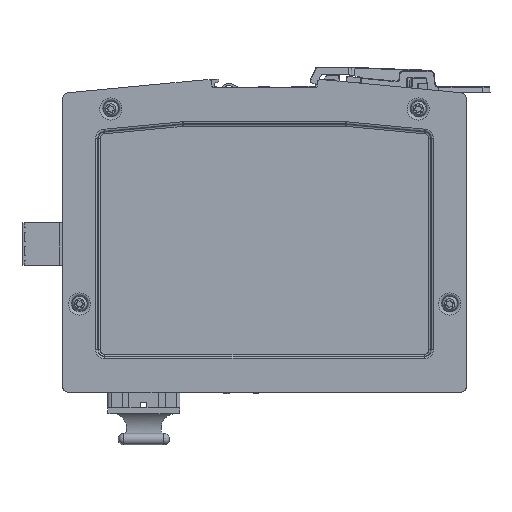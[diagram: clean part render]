
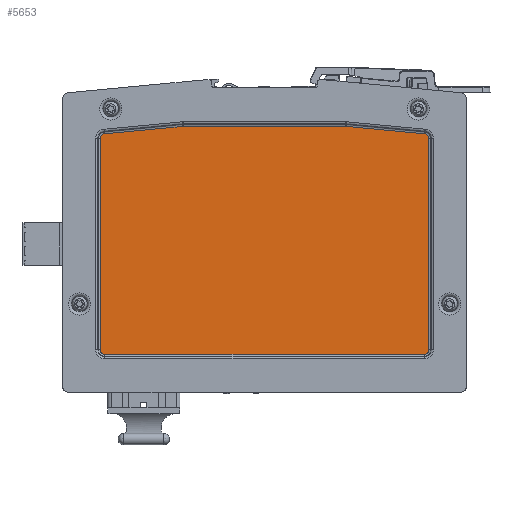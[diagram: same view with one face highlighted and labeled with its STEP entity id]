
A CAD part, top view. The second image highlights one B-rep face of the part: STEP entity #5653.
In plain terms, the highlighted planar face has unit normal (0, 0, 1).
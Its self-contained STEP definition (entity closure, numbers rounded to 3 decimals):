
#3516=CIRCLE('',#45255,1.586);
#3518=CIRCLE('',#45258,1.586);
#3523=CIRCLE('',#45266,1.586);
#3525=CIRCLE('',#45269,1.586);
#3530=CIRCLE('',#45277,1.586);
#3532=CIRCLE('',#45280,1.586);
#5653=ADVANCED_FACE('',(#8945),#7185,.T.);
#7185=PLANE('',#45289);
#8945=FACE_OUTER_BOUND('',#11436,.T.);
#11436=EDGE_LOOP('',(#21429,#21430,#21431,#21432,#21433,#21434,#21435,#21436,
#21437,#21438,#21439,#21440));
#21429=ORIENTED_EDGE('',*,*,#33570,.F.);
#21430=ORIENTED_EDGE('',*,*,#33574,.F.);
#21431=ORIENTED_EDGE('',*,*,#33579,.F.);
#21432=ORIENTED_EDGE('',*,*,#33584,.F.);
#21433=ORIENTED_EDGE('',*,*,#33589,.F.);
#21434=ORIENTED_EDGE('',*,*,#33594,.F.);
#21435=ORIENTED_EDGE('',*,*,#33596,.F.);
#21436=ORIENTED_EDGE('',*,*,#33592,.F.);
#21437=ORIENTED_EDGE('',*,*,#33587,.F.);
#21438=ORIENTED_EDGE('',*,*,#33582,.F.);
#21439=ORIENTED_EDGE('',*,*,#33577,.F.);
#21440=ORIENTED_EDGE('',*,*,#33572,.F.);
#27938=VERTEX_POINT('',#86277);
#27939=VERTEX_POINT('',#86279);
#27940=VERTEX_POINT('',#86283);
#27942=VERTEX_POINT('',#86288);
#27943=VERTEX_POINT('',#86293);
#27945=VERTEX_POINT('',#86298);
#27946=VERTEX_POINT('',#86303);
#27948=VERTEX_POINT('',#86308);
#27949=VERTEX_POINT('',#86313);
#27951=VERTEX_POINT('',#86318);
#27952=VERTEX_POINT('',#86323);
#27954=VERTEX_POINT('',#86328);
#33570=EDGE_CURVE('',#27939,#27938,#37958,.T.);
#33572=EDGE_CURVE('',#27938,#27940,#3516,.T.);
#33574=EDGE_CURVE('',#27942,#27939,#3518,.T.);
#33577=EDGE_CURVE('',#27940,#27943,#37959,.T.);
#33579=EDGE_CURVE('',#27945,#27942,#37960,.T.);
#33582=EDGE_CURVE('',#27943,#27946,#3523,.T.);
#33584=EDGE_CURVE('',#27948,#27945,#3525,.T.);
#33587=EDGE_CURVE('',#27946,#27949,#37962,.T.);
#33589=EDGE_CURVE('',#27951,#27948,#37963,.T.);
#33592=EDGE_CURVE('',#27949,#27952,#3530,.T.);
#33594=EDGE_CURVE('',#27954,#27951,#3532,.T.);
#33596=EDGE_CURVE('',#27952,#27954,#37965,.T.);
#37958=LINE('',#86280,#41869);
#37959=LINE('',#86294,#41870);
#37960=LINE('',#86299,#41871);
#37962=LINE('',#86314,#41873);
#37963=LINE('',#86319,#41874);
#37965=LINE('',#86332,#41876);
#41869=VECTOR('',#54481,1.);
#41870=VECTOR('',#54500,1.);
#41871=VECTOR('',#54505,1.);
#41873=VECTOR('',#54525,1.);
#41874=VECTOR('',#54530,1.);
#41876=VECTOR('',#54548,1.);
#45255=AXIS2_PLACEMENT_3D('',#86284,#54486,#54487);
#45258=AXIS2_PLACEMENT_3D('',#86289,#54492,#54493);
#45266=AXIS2_PLACEMENT_3D('',#86304,#54511,#54512);
#45269=AXIS2_PLACEMENT_3D('',#86309,#54517,#54518);
#45277=AXIS2_PLACEMENT_3D('',#86324,#54536,#54537);
#45280=AXIS2_PLACEMENT_3D('',#86329,#54542,#54543);
#45289=AXIS2_PLACEMENT_3D('',#86345,#54567,#54568);
#54481=DIRECTION('',(0.,-1.,0.));
#54486=DIRECTION('',(0.,0.,-1.));
#54487=DIRECTION('',(0.707,-0.707,0.));
#54492=DIRECTION('',(0.,0.,-1.));
#54493=DIRECTION('',(0.74,0.673,0.));
#54500=DIRECTION('',(-1.,0.,0.));
#54505=DIRECTION('',(0.996,-0.094,0.));
#54511=DIRECTION('',(0.,0.,-1.));
#54512=DIRECTION('',(-0.707,-0.707,0.));
#54517=DIRECTION('',(0.,0.,-1.));
#54518=DIRECTION('',(0.047,0.999,0.));
#54525=DIRECTION('',(0.,1.,0.));
#54530=DIRECTION('',(1.,0.,0.));
#54536=DIRECTION('',(0.,0.,-1.));
#54537=DIRECTION('',(-0.74,0.673,0.));
#54542=DIRECTION('',(0.,0.,-1.));
#54543=DIRECTION('',(-0.047,0.999,0.));
#54548=DIRECTION('',(0.996,0.094,0.));
#54567=DIRECTION('',(0.,0.,1.));
#54568=DIRECTION('',(1.,0.,0.));
#86277=CARTESIAN_POINT('',(57.686,-38.1,23.2));
#86279=CARTESIAN_POINT('',(57.686,36.188,23.2));
#86280=CARTESIAN_POINT('',(57.686,36.188,23.2));
#86283=CARTESIAN_POINT('',(56.1,-39.686,23.2));
#86284=CARTESIAN_POINT('',(56.1,-38.1,23.2));
#86288=CARTESIAN_POINT('',(56.249,37.767,23.2));
#86289=CARTESIAN_POINT('',(56.1,36.188,23.2));
#86293=CARTESIAN_POINT('',(-56.1,-39.686,23.2));
#86294=CARTESIAN_POINT('',(56.1,-39.686,23.2));
#86298=CARTESIAN_POINT('',(28.62,40.379,23.2));
#86299=CARTESIAN_POINT('',(28.62,40.379,23.2));
#86303=CARTESIAN_POINT('',(-57.686,-38.1,23.2));
#86304=CARTESIAN_POINT('',(-56.1,-38.1,23.2));
#86308=CARTESIAN_POINT('',(28.47,40.386,23.2));
#86309=CARTESIAN_POINT('',(28.47,38.8,23.2));
#86313=CARTESIAN_POINT('',(-57.686,36.188,23.2));
#86314=CARTESIAN_POINT('',(-57.686,-38.1,23.2));
#86318=CARTESIAN_POINT('',(-28.47,40.386,23.2));
#86319=CARTESIAN_POINT('',(-28.47,40.386,23.2));
#86323=CARTESIAN_POINT('',(-56.249,37.767,23.2));
#86324=CARTESIAN_POINT('',(-56.1,36.188,23.2));
#86328=CARTESIAN_POINT('',(-28.62,40.379,23.2));
#86329=CARTESIAN_POINT('',(-28.47,38.8,23.2));
#86332=CARTESIAN_POINT('',(-56.249,37.767,23.2));
#86345=CARTESIAN_POINT('',(0.,-0.396,23.2));
